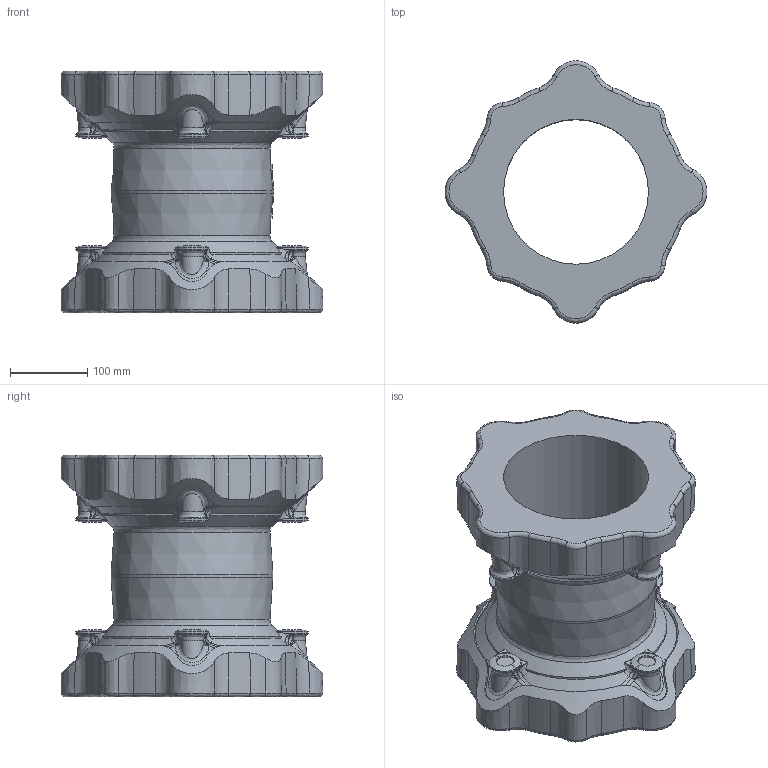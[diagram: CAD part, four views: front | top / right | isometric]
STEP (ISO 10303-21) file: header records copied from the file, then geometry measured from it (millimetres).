
FILE_DESCRIPTION (( 'STEP AP203' ), '1' );
FILE_NAME ('O_631_00_DN150_AA1_step.step', '2016-05-19T07:43:10', ( 'Windows User' ), ( 'AVK' ), 'SwSTEP 2.0', 'SolidWorks 2012', '' );
FILE_SCHEMA (( 'CONFIG_CONTROL_DESIGN' ));
Length unit declared in the file: millimetre
Products named in the file (1): O_631_00_DN150_AA1_step
Bounding box: 339.67 x 339.67 x 314 mm (x, y, z)
Volume: 7110172.8 mm3; surface area: 585977.7 mm2
Topology: 1 solids, 1 shells, 687 faces, 1768 edges, 1070 vertices
Faces by surface type: bspline 387, plane 107, cone 101, cylinder 92
Full cylindrical faces by diameter (mm): 25 x1, 188 x1
Entity records: 46215 total; most frequent: CARTESIAN_POINT 32577, ORIENTED_EDGE 3472, DIRECTION 1983, EDGE_CURVE 1736, VERTEX_POINT 1064, AXIS2_PLACEMENT_3D 814, B_SPLINE_CURVE_WITH_KNOTS 798, EDGE_LOOP 704
